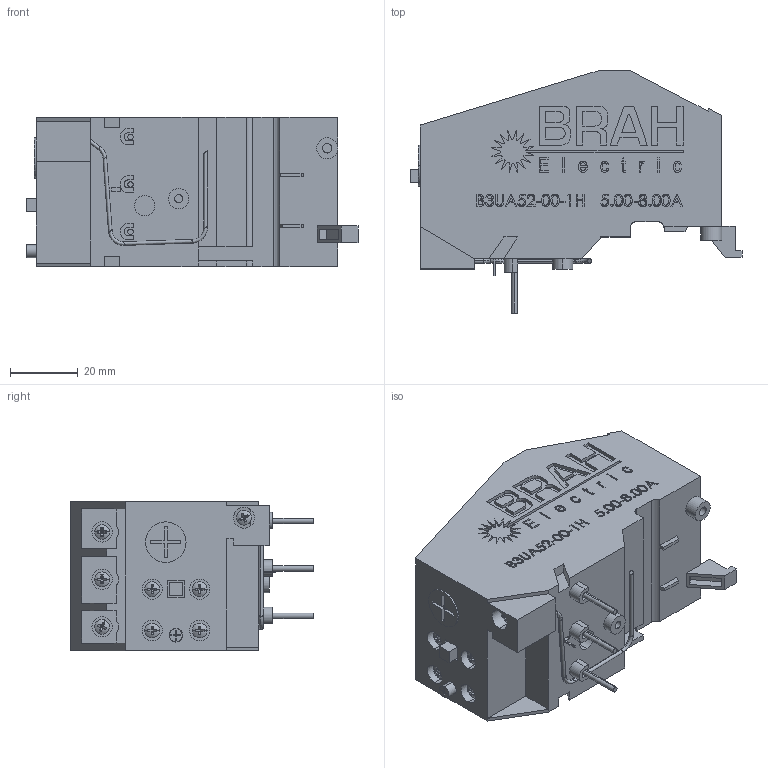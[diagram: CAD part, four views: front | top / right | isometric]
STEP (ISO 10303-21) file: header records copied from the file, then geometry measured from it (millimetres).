
FILE_DESCRIPTION (( 'STEP AP214' ), '1' );
FILE_NAME ('B3UA52-00-1H.STEP', '2014-02-25T06:58:26', ( '' ), ( '' ), 'SwSTEP 2.0', 'SolidWorks 2013', '' );
FILE_SCHEMA (( 'AUTOMOTIVE_DESIGN' ));
Length unit declared in the file: millimetre
Products named in the file (4): B3UA52-00-1H; Part6; oval head_ai_CR-OHMS 0.086-56x0.125x0.125-N
Assembly tree (10 placements, depth 2):
  B3UA52-00-1H
    B3UA52-00-1H
    oval head_ai_CR-OHMS 0.086-56x0.125x0.125-N  x8
    Part6
Bounding box: 98 x 71.5 x 44 mm (x, y, z)
Volume: 154196.2 mm3; surface area: 28842.2 mm2
Topology: 10 solids, 10 shells, 985 faces, 2506 edges, 1634 vertices
Faces by surface type: plane 665, bspline 185, cylinder 103, cone 16, sphere 16
Entity records: 35921 total; most frequent: CARTESIAN_POINT 15983, ORIENTED_EDGE 4396, DIRECTION 3441, EDGE_CURVE 2198, VECTOR 1629, LINE 1629, VERTEX_POINT 1452, EDGE_LOOP 938
